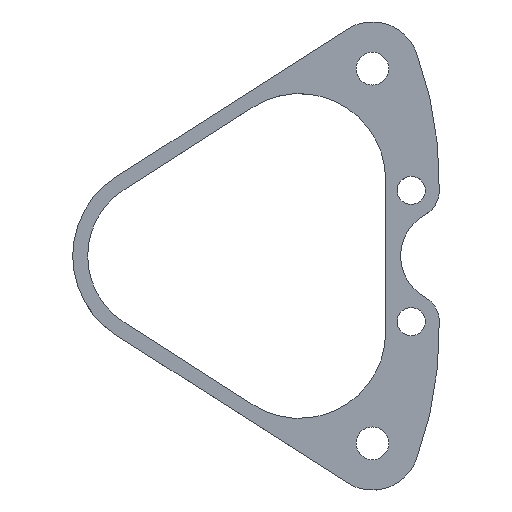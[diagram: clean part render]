
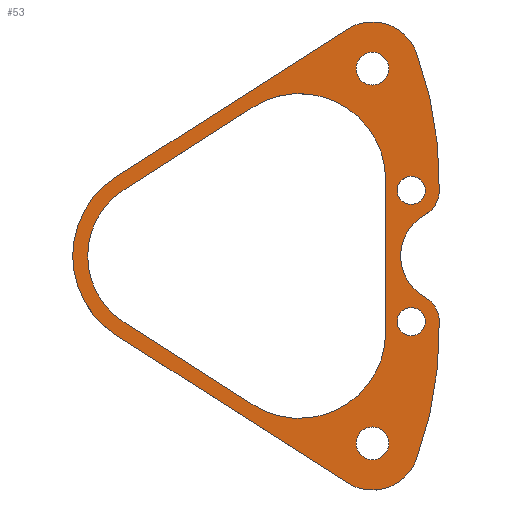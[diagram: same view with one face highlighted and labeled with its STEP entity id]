
A CAD part, top view. The second image highlights one B-rep face of the part: STEP entity #53.
In plain terms, the highlighted planar face has unit normal (0, 0, 1).
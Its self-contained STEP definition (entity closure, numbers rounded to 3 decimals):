
#53=ADVANCED_FACE('',(#78,#80,#82,#84,#86,#88),#90,.T.);
#78=FACE_BOUND('',#79,.T.);
#79=EDGE_LOOP('',(#279,#280,#281,#282,#283,#284,#285,#286,#287,#288));
#80=FACE_BOUND('',#81,.T.);
#81=EDGE_LOOP('',(#289,#290,#291,#292,#293,#294));
#82=FACE_BOUND('',#83,.T.);
#83=EDGE_LOOP('',(#295));
#84=FACE_BOUND('',#85,.T.);
#85=EDGE_LOOP('',(#296));
#86=FACE_BOUND('',#87,.T.);
#87=EDGE_LOOP('',(#297));
#88=FACE_BOUND('',#89,.T.);
#89=EDGE_LOOP('',(#298));
#90=PLANE('',#91);
#91=AXIS2_PLACEMENT_3D('',#92,#93,#94);
#92=CARTESIAN_POINT('',(0.,0.,0.));
#93=DIRECTION('',(0.,0.,1.));
#94=DIRECTION('',(-1.,0.,0.));
#279=ORIENTED_EDGE('',*,*,#415,.T.);
#280=ORIENTED_EDGE('',*,*,#416,.T.);
#281=ORIENTED_EDGE('',*,*,#417,.F.);
#282=ORIENTED_EDGE('',*,*,#418,.F.);
#283=ORIENTED_EDGE('',*,*,#419,.F.);
#284=ORIENTED_EDGE('',*,*,#420,.F.);
#285=ORIENTED_EDGE('',*,*,#421,.F.);
#286=ORIENTED_EDGE('',*,*,#422,.T.);
#287=ORIENTED_EDGE('',*,*,#423,.T.);
#288=ORIENTED_EDGE('',*,*,#424,.T.);
#289=ORIENTED_EDGE('',*,*,#425,.T.);
#290=ORIENTED_EDGE('',*,*,#426,.T.);
#291=ORIENTED_EDGE('',*,*,#427,.F.);
#292=ORIENTED_EDGE('',*,*,#428,.F.);
#293=ORIENTED_EDGE('',*,*,#429,.F.);
#294=ORIENTED_EDGE('',*,*,#430,.F.);
#295=ORIENTED_EDGE('',*,*,#431,.T.);
#296=ORIENTED_EDGE('',*,*,#432,.T.);
#297=ORIENTED_EDGE('',*,*,#433,.F.);
#298=ORIENTED_EDGE('',*,*,#434,.F.);
#415=EDGE_CURVE('',#483,#484,#485,.T.);
#416=EDGE_CURVE('',#484,#486,#487,.T.);
#417=EDGE_CURVE('',#488,#486,#489,.T.);
#418=EDGE_CURVE('',#490,#488,#491,.T.);
#419=EDGE_CURVE('',#492,#490,#493,.T.);
#420=EDGE_CURVE('',#494,#492,#495,.T.);
#421=EDGE_CURVE('',#496,#494,#497,.T.);
#422=EDGE_CURVE('',#496,#498,#499,.T.);
#423=EDGE_CURVE('',#498,#500,#501,.T.);
#424=EDGE_CURVE('',#500,#483,#502,.T.);
#425=EDGE_CURVE('',#503,#504,#505,.T.);
#426=EDGE_CURVE('',#504,#506,#507,.T.);
#427=EDGE_CURVE('',#508,#506,#509,.T.);
#428=EDGE_CURVE('',#510,#508,#511,.T.);
#429=EDGE_CURVE('',#512,#510,#513,.T.);
#430=EDGE_CURVE('',#503,#512,#514,.T.);
#431=EDGE_CURVE('',#515,#515,#516,.F.);
#432=EDGE_CURVE('',#517,#517,#518,.F.);
#433=EDGE_CURVE('',#519,#519,#520,.F.);
#434=EDGE_CURVE('',#521,#521,#522,.F.);
#483=VERTEX_POINT('',#599);
#484=VERTEX_POINT('',#600);
#485=CIRCLE('',#601,40.);
#486=VERTEX_POINT('',#605);
#487=CIRCLE('',#606,3.);
#488=VERTEX_POINT('',#610);
#489=CIRCLE('',#611,5.);
#490=VERTEX_POINT('',#615);
#491=CIRCLE('',#616,3.);
#492=VERTEX_POINT('',#620);
#493=CIRCLE('',#621,40.);
#494=VERTEX_POINT('',#625);
#495=CIRCLE('',#626,5.);
#496=VERTEX_POINT('',#630);
#497=LINE('',#631,#632);
#498=VERTEX_POINT('',#634);
#499=CIRCLE('',#635,10.);
#500=VERTEX_POINT('',#639);
#501=LINE('',#640,#641);
#502=CIRCLE('',#643,5.);
#503=VERTEX_POINT('',#647);
#504=VERTEX_POINT('',#648);
#505=CIRCLE('',#649,9.207);
#506=VERTEX_POINT('',#653);
#507=LINE('',#654,#655);
#508=VERTEX_POINT('',#657);
#509=CIRCLE('',#658,8.4);
#510=VERTEX_POINT('',#662);
#511=LINE('',#663,#664);
#512=VERTEX_POINT('',#666);
#513=CIRCLE('',#667,9.207);
#514=LINE('',#671,#672);
#515=VERTEX_POINT('',#674);
#516=CIRCLE('',#675,1.75);
#517=VERTEX_POINT('',#679);
#518=CIRCLE('',#680,1.5);
#519=VERTEX_POINT('',#684);
#520=CIRCLE('',#685,1.75);
#521=VERTEX_POINT('',#689);
#522=CIRCLE('',#690,1.5);
#599=CARTESIAN_POINT('',(4.693,-21.725,0.));
#600=CARTESIAN_POINT('',(7.137,-6.925,0.));
#601=AXIS2_PLACEMENT_3D('',#602,#603,#604);
#602=CARTESIAN_POINT('',(-32.85,-7.923,0.));
#603=DIRECTION('',(0.,0.,1.));
#604=DIRECTION('',(0.939,-0.345,0.));
#605=CARTESIAN_POINT('',(5.59,-4.375,0.));
#606=AXIS2_PLACEMENT_3D('',#607,#608,#609);
#607=CARTESIAN_POINT('',(4.138,-7.,0.));
#608=DIRECTION('',(0.,0.,1.));
#609=DIRECTION('',(1.,0.025,0.));
#610=CARTESIAN_POINT('',(5.59,4.375,0.));
#611=AXIS2_PLACEMENT_3D('',#612,#613,#614);
#612=CARTESIAN_POINT('',(8.011,0.,0.));
#613=DIRECTION('',(0.,0.,1.));
#614=DIRECTION('',(-0.484,0.875,0.));
#615=CARTESIAN_POINT('',(7.137,6.925,0.));
#616=AXIS2_PLACEMENT_3D('',#617,#618,#619);
#617=CARTESIAN_POINT('',(4.138,7.,0.));
#618=DIRECTION('',(0.,0.,-1.));
#619=DIRECTION('',(1.,-0.025,0.));
#620=CARTESIAN_POINT('',(4.693,21.725,0.));
#621=AXIS2_PLACEMENT_3D('',#622,#623,#624);
#622=CARTESIAN_POINT('',(-32.85,7.923,0.));
#623=DIRECTION('',(0.,0.,-1.));
#624=DIRECTION('',(0.939,0.345,0.));
#625=CARTESIAN_POINT('',(-2.693,24.213,0.));
#626=AXIS2_PLACEMENT_3D('',#627,#628,#629);
#627=CARTESIAN_POINT('',(0.,20.,0.));
#628=DIRECTION('',(0.,0.,-1.));
#629=DIRECTION('',(-0.539,0.843,0.));
#630=CARTESIAN_POINT('',(-27.387,8.425,0.));
#631=CARTESIAN_POINT('',(-27.387,8.425,0.));
#632=VECTOR('',#633,1.);
#633=DIRECTION('',(0.843,0.539,0.));
#634=CARTESIAN_POINT('',(-27.387,-8.425,0.));
#635=AXIS2_PLACEMENT_3D('',#636,#637,#638);
#636=CARTESIAN_POINT('',(-22.,0.,0.));
#637=DIRECTION('',(0.,0.,1.));
#638=DIRECTION('',(-0.539,0.843,0.));
#639=CARTESIAN_POINT('',(-2.693,-24.213,0.));
#640=CARTESIAN_POINT('',(-27.387,-8.425,0.));
#641=VECTOR('',#642,1.);
#642=DIRECTION('',(0.843,-0.539,0.));
#643=AXIS2_PLACEMENT_3D('',#644,#645,#646);
#644=CARTESIAN_POINT('',(0.,-20.,0.));
#645=DIRECTION('',(0.,0.,1.));
#646=DIRECTION('',(-0.539,-0.843,0.));
#647=CARTESIAN_POINT('',(1.411,-8.123,0.));
#648=CARTESIAN_POINT('',(-12.756,-15.88,0.));
#649=AXIS2_PLACEMENT_3D('',#650,#651,#652);
#650=CARTESIAN_POINT('',(-7.796,-8.123,0.));
#651=DIRECTION('',(0.,0.,-1.));
#652=DIRECTION('',(1.,0.,0.));
#653=CARTESIAN_POINT('',(-26.525,-7.077,0.));
#654=CARTESIAN_POINT('',(-12.756,-15.88,0.));
#655=VECTOR('',#656,1.);
#656=DIRECTION('',(-0.843,0.539,0.));
#657=CARTESIAN_POINT('',(-26.525,7.077,0.));
#658=AXIS2_PLACEMENT_3D('',#659,#660,#661);
#659=CARTESIAN_POINT('',(-22.,0.,0.));
#660=DIRECTION('',(0.,0.,1.));
#661=DIRECTION('',(-0.539,0.843,0.));
#662=CARTESIAN_POINT('',(-12.756,15.88,0.));
#663=CARTESIAN_POINT('',(-12.756,15.88,0.));
#664=VECTOR('',#665,1.);
#665=DIRECTION('',(-0.843,-0.539,0.));
#666=CARTESIAN_POINT('',(1.411,8.123,0.));
#667=AXIS2_PLACEMENT_3D('',#668,#669,#670);
#668=CARTESIAN_POINT('',(-7.796,8.123,0.));
#669=DIRECTION('',(0.,0.,1.));
#670=DIRECTION('',(1.,0.,0.));
#671=CARTESIAN_POINT('',(1.411,-8.123,0.));
#672=VECTOR('',#673,1.);
#673=DIRECTION('',(0.,1.,0.));
#674=CARTESIAN_POINT('',(-1.75,-20.,0.));
#675=AXIS2_PLACEMENT_3D('',#676,#677,#678);
#676=CARTESIAN_POINT('',(0.,-20.,0.));
#677=DIRECTION('',(0.,0.,1.));
#678=DIRECTION('',(-1.,0.,0.));
#679=CARTESIAN_POINT('',(2.638,-7.,0.));
#680=AXIS2_PLACEMENT_3D('',#681,#682,#683);
#681=CARTESIAN_POINT('',(4.138,-7.,0.));
#682=DIRECTION('',(0.,0.,1.));
#683=DIRECTION('',(-1.,0.,0.));
#684=CARTESIAN_POINT('',(-1.75,20.,0.));
#685=AXIS2_PLACEMENT_3D('',#686,#687,#688);
#686=CARTESIAN_POINT('',(0.,20.,0.));
#687=DIRECTION('',(0.,0.,-1.));
#688=DIRECTION('',(-1.,0.,0.));
#689=CARTESIAN_POINT('',(2.638,7.,0.));
#690=AXIS2_PLACEMENT_3D('',#691,#692,#693);
#691=CARTESIAN_POINT('',(4.138,7.,0.));
#692=DIRECTION('',(0.,0.,-1.));
#693=DIRECTION('',(-1.,0.,0.));
